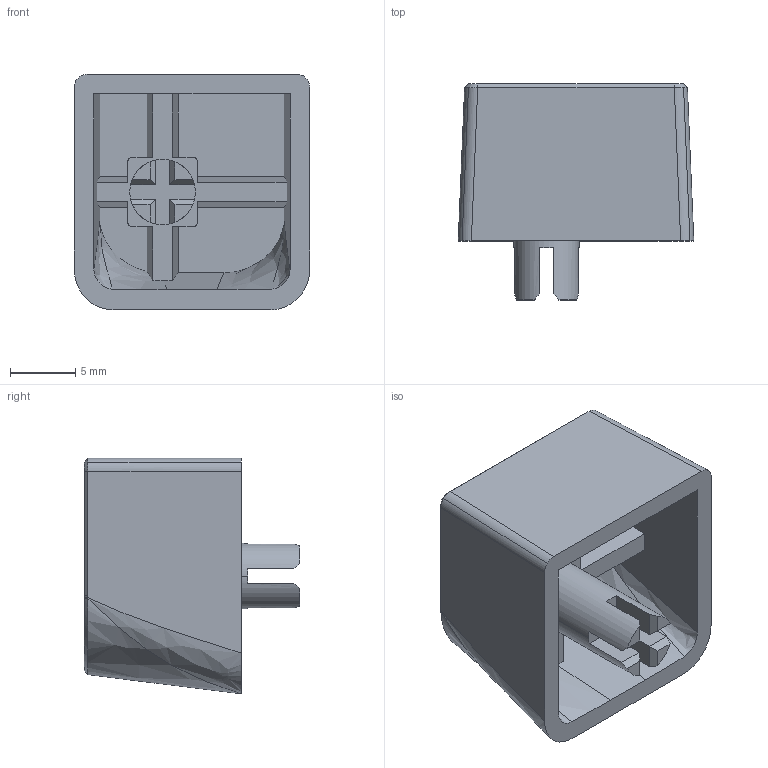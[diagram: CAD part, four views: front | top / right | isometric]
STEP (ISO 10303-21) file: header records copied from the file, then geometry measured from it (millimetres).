
FILE_DESCRIPTION(('STEP AP203'),'1');
FILE_NAME('standard_round_stem.stp','2017-07-11T20:58:55',(' '),(' '),'Spatial InterOp 3D',' ',' ');
FILE_SCHEMA(('CONFIG_CONTROL_DESIGN'));
Length unit declared in the file: millimetre
Products named in the file (1): 1
Bounding box: 18 x 16.5 x 18 mm (x, y, z)
Volume: 1815.3 mm3; surface area: 2275.3 mm2
Topology: 1 solids, 1 shells, 90 faces, 248 edges, 158 vertices
Faces by surface type: plane 58, bspline 18, cylinder 14
Entity records: 3338 total; most frequent: CARTESIAN_POINT 1059, ORIENTED_EDGE 488, DIRECTION 434, EDGE_CURVE 244, LINE 164, VECTOR 164, VERTEX_POINT 158, AXIS2_PLACEMENT_3D 135
